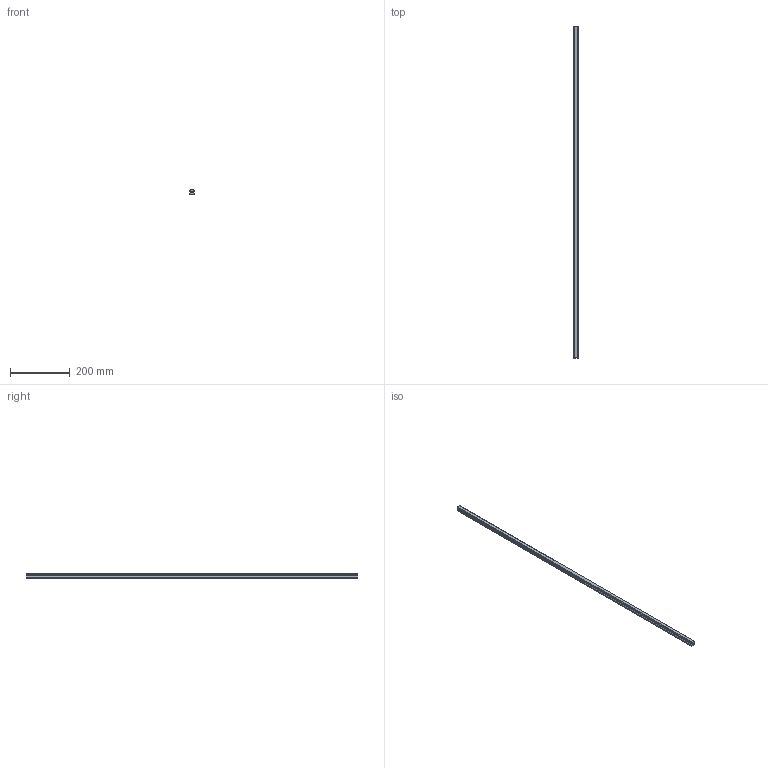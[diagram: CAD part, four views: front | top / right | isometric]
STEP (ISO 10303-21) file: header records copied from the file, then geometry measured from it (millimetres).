
FILE_DESCRIPTION(('STEP AP214'),'1');
FILE_NAME('cctmp_E3627596-7424-4352-86E4-E2D691F75248_2021_01_19_11_15_35_0636..stp','2021-01-19T10:15:35',('HIWIN GmbH'),('CADClick - www.CADClick.com'),'Spatial InterOp 3D',' ','unknown authorization');
FILE_SCHEMA(('AUTOMOTIVE_DESIGN'));
Length unit declared in the file: millimetre
Products named in the file (1): HGR15T1110C_FILE
Bounding box: 15 x 1110 x 15 mm (x, y, z)
Volume: 208297 mm3; surface area: 70705.9 mm2
Topology: 1 solids, 1 shells, 191 faces, 517 edges, 313 vertices
Faces by surface type: plane 89, cylinder 64, cone 38
Entity records: 7241 total; most frequent: DIRECTION 991, CARTESIAN_POINT 984, ORIENTED_EDGE 958, EDGE_CURVE 479, LINE 351, VECTOR 351, AXIS2_PLACEMENT_3D 320, VERTEX_POINT 313
